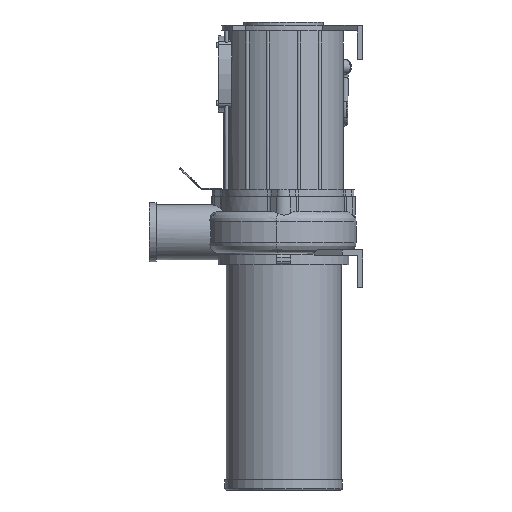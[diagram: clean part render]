
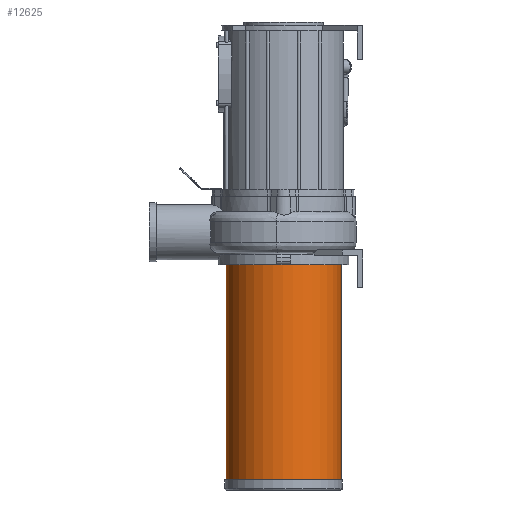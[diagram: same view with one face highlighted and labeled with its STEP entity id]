
A CAD part, left-side view. The second image highlights one B-rep face of the part: STEP entity #12625.
In plain terms, the highlighted cylindrical face has radius 83.5 mm (diameter 167 mm), a full revolution.
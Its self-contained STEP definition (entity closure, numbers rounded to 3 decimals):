
#692=CYLINDRICAL_SURFACE('',#13552,83.5);
#786=FACE_BOUND('',#2097,.T.);
#1324=FACE_OUTER_BOUND('',#2096,.T.);
#2096=EDGE_LOOP('',(#10287));
#2097=EDGE_LOOP('',(#10288));
#4531=CIRCLE('',#13547,83.5);
#4534=CIRCLE('',#13553,83.5);
#5574=VERTEX_POINT('',#21678);
#5577=VERTEX_POINT('',#21687);
#7194=EDGE_CURVE('',#5574,#5574,#4531,.T.);
#7197=EDGE_CURVE('',#5577,#5577,#4534,.T.);
#10287=ORIENTED_EDGE('',*,*,#7194,.T.);
#10288=ORIENTED_EDGE('',*,*,#7197,.F.);
#12625=ADVANCED_FACE('',(#1324,#786),#692,.T.);
#13547=AXIS2_PLACEMENT_3D('',#21679,#16083,#16084);
#13552=AXIS2_PLACEMENT_3D('',#21686,#16093,#16094);
#13553=AXIS2_PLACEMENT_3D('',#21688,#16095,#16096);
#16083=DIRECTION('center_axis',(0.,0.,-1.));
#16084=DIRECTION('ref_axis',(-1.,0.,0.));
#16093=DIRECTION('center_axis',(0.,0.,1.));
#16094=DIRECTION('ref_axis',(-1.,0.,0.));
#16095=DIRECTION('center_axis',(0.,0.,-1.));
#16096=DIRECTION('ref_axis',(-1.,0.,0.));
#21678=CARTESIAN_POINT('',(83.5,0.,312.));
#21679=CARTESIAN_POINT('Origin',(0.,0.,312.));
#21686=CARTESIAN_POINT('Origin',(0.,0.,0.));
#21687=CARTESIAN_POINT('',(83.5,0.,0.));
#21688=CARTESIAN_POINT('Origin',(0.,0.,0.));
